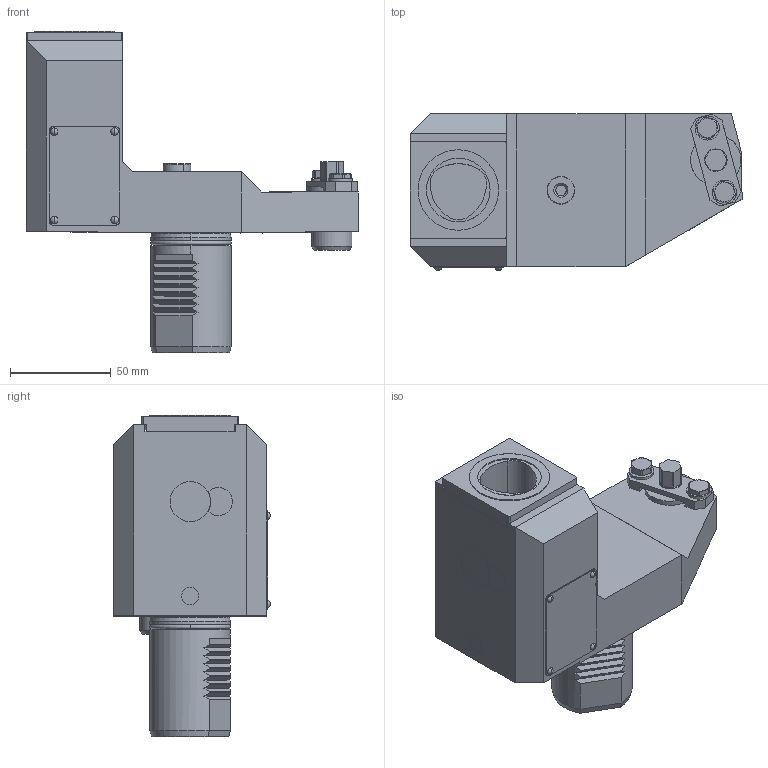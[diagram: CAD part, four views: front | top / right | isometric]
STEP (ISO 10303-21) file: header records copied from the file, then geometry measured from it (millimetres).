
FILE_DESCRIPTION (( 'STEP AP203' ), '1' );
FILE_NAME ('C1V40-SQ2.C4-RC.STEP', '2022-04-12T11:17:59', ( '' ), ( '' ), 'SwSTEP 2.0', 'SolidWorks 2021', '' );
FILE_SCHEMA (( 'CONFIG_CONTROL_DESIGN' ));
Length unit declared in the file: millimetre
Products named in the file (1): C1V40-SQ2.C4-RC
Bounding box: 165 x 77.8 x 160 mm (x, y, z)
Surface area: 64595.8 mm2 (no closed solid volume)
Topology: 0 solids, 2 shells, 251 faces, 646 edges, 420 vertices
Faces by surface type: plane 140, cylinder 71, cone 22, torus 10, sphere 8
Entity records: 7816 total; most frequent: CARTESIAN_POINT 1530, DIRECTION 1328, ORIENTED_EDGE 1290, EDGE_CURVE 646, AXIS2_PLACEMENT_3D 486, VERTEX_POINT 420, VECTOR 356, LINE 356
